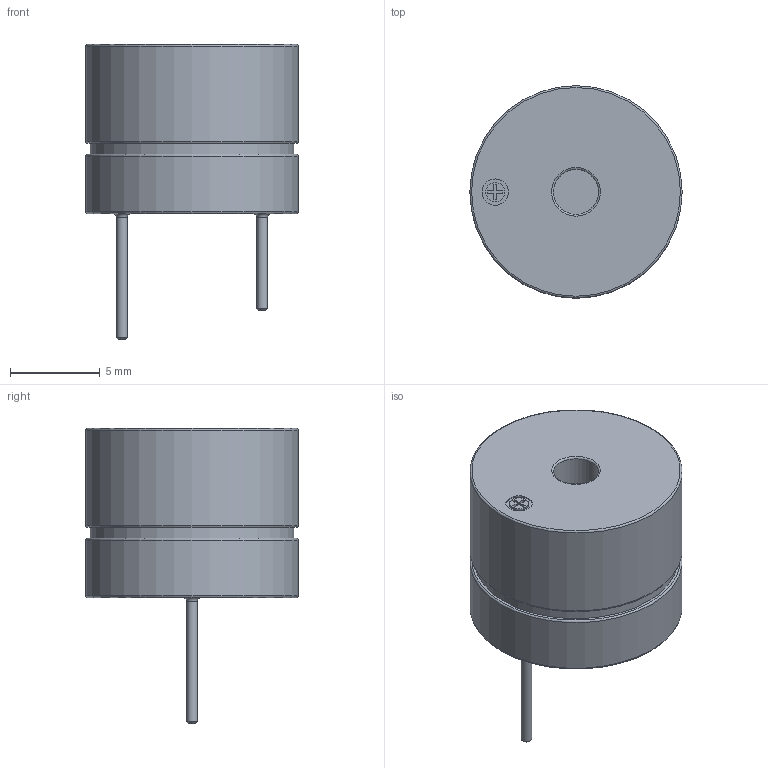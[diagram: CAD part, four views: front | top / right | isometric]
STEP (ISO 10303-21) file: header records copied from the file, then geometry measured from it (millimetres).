
FILE_DESCRIPTION(('FreeCAD Model'),'2;1');
FILE_NAME('5V Buzzer v1.step','2020-05-08T02:41:02',('kicad StepUp'),('ksu MCAD'), 'Open CASCADE STEP processor 7.3','FreeCAD','Unknown');
FILE_SCHEMA(('AUTOMOTIVE_DESIGN { 1 0 10303 214 1 1 1 1 }'));
Length unit declared in the file: millimetre
Products named in the file (1): 5V_Buzzer_v1
Bounding box: 11.8 x 11.8 x 16.4 mm (x, y, z)
Volume: 1015.7 mm3; surface area: 618.7 mm2
Topology: 1 solids, 1 shells, 39 faces, 85 edges, 56 vertices
Faces by surface type: plane 22, cylinder 8, torus 7, cone 2
Full cylindrical faces by diameter (mm): 0.6 x2, 1.062 x1, 1.462 x1, 2.5 x1, 11.3 x1, 11.8 x2
Entity records: 1368 total; most frequent: DIRECTION 204, CARTESIAN_POINT 181, ORIENTED_EDGE 170, EDGE_CURVE 85, AXIS2_PLACEMENT_3D 79, VERTEX_POINT 56, FACE_BOUND 47, EDGE_LOOP 47
